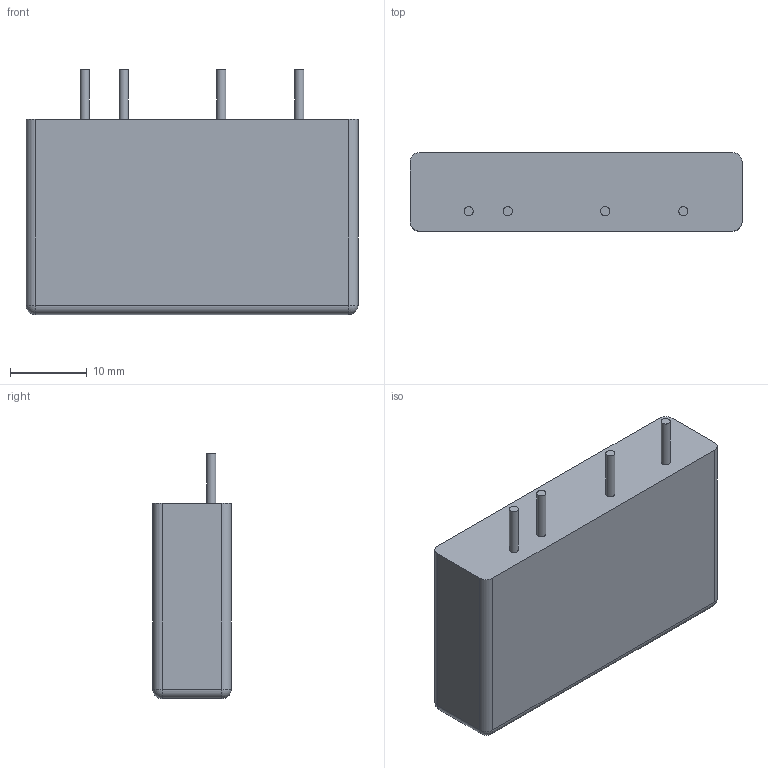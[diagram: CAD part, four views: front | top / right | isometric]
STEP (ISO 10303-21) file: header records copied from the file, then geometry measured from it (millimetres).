
FILE_DESCRIPTION(/* description */ (''),/* implementation_level */ '2;1');
FILE_NAME(/* name */ 'OACM-UJ v3.step',/* time_stamp */ '2019-02-03T06:43:41-05:00',/* author */ ('xdmattz'),/* organization */ (''),/* preprocessor_version */ 'ST-DEVELOPER v17.2',/* originating_system */ 'Autodesk Translation Framework v7.6.0.251',/* authorisation */ '');
FILE_SCHEMA (('AUTOMOTIVE_DESIGN { 1 0 10303 214 3 1 1 }'));
Length unit declared in the file: millimetre
Products named in the file (6): OACM-UJ; Component1; Component2; Component3; Component4; Component5
Assembly tree (5 placements, depth 2):
  OACM-UJ
    Component1
    Component2
    Component3
    Component4
    Component5
Bounding box: 43.2 x 10.2 x 31.9 mm (x, y, z)
Volume: 11158.4 mm3; surface area: 3591.7 mm2
Topology: 5 solids, 5 shells, 30 faces, 48 edges, 28 vertices
Faces by surface type: plane 14, cylinder 12, sphere 4
Full cylindrical faces by diameter (mm): 1.2 x4
Entity records: 885 total; most frequent: DIRECTION 156, CARTESIAN_POINT 118, ORIENTED_EDGE 96, AXIS2_PLACEMENT_3D 66, EDGE_CURVE 48, FACE_OUTER_BOUND 30, EDGE_LOOP 30, ADVANCED_FACE 30
